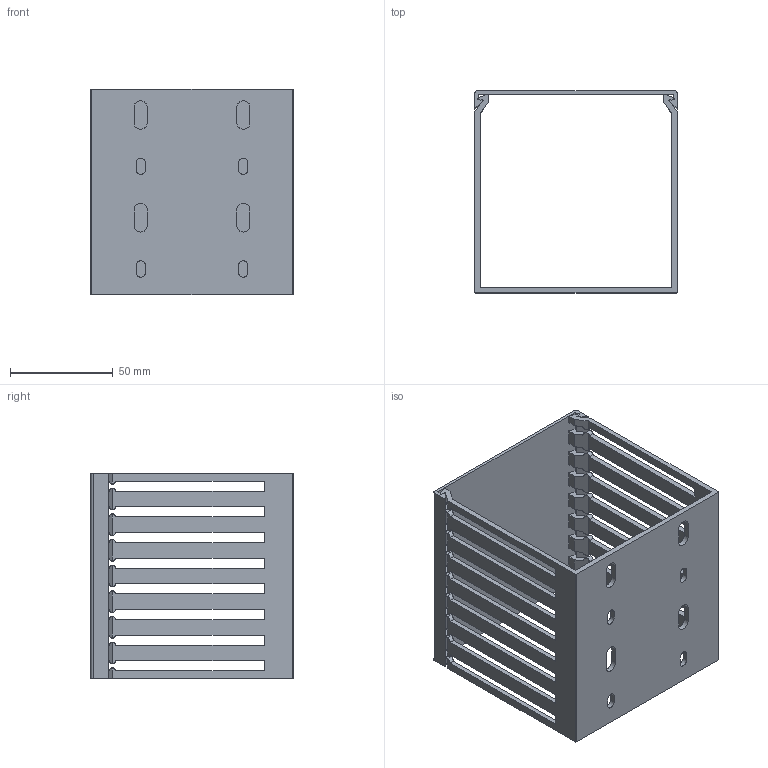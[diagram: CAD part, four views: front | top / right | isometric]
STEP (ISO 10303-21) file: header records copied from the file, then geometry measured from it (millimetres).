
FILE_DESCRIPTION((''),'2;1');
FILE_NAME('DNG10010007030B_ASM','2022-03-24T15:34:55',('pfeiferc'),(''),'CREO PARAMETRIC BY PTC INC, 2021184','CREO PARAMETRIC BY PTC INC, 2021184','');
FILE_SCHEMA(('AUTOMOTIVE_DESIGN { 1 0 10303 214 1 1 1 1 }'));
Length unit declared in the file: millimetre
Products named in the file (3): PROXY_07334-M; PROXY_49697-M; DNG10010007030B_ASM
Assembly tree (2 placements, depth 2):
  DNG10010007030B_ASM
    PROXY_07334-M
    PROXY_49697-M
Bounding box: 98.5 x 98.42 x 100 mm (x, y, z)
Volume: 73532.2 mm3; surface area: 77165.7 mm2
Topology: 2 solids, 2 shells, 294 faces, 870 edges, 580 vertices
Faces by surface type: plane 206, cylinder 88
Entity records: 12551 total; most frequent: CARTESIAN_POINT 2388, DIRECTION 1826, ORIENTED_EDGE 1740, EDGE_CURVE 870, VECTOR 697, LINE 697, VERTEX_POINT 580, AXIS2_PLACEMENT_3D 548
